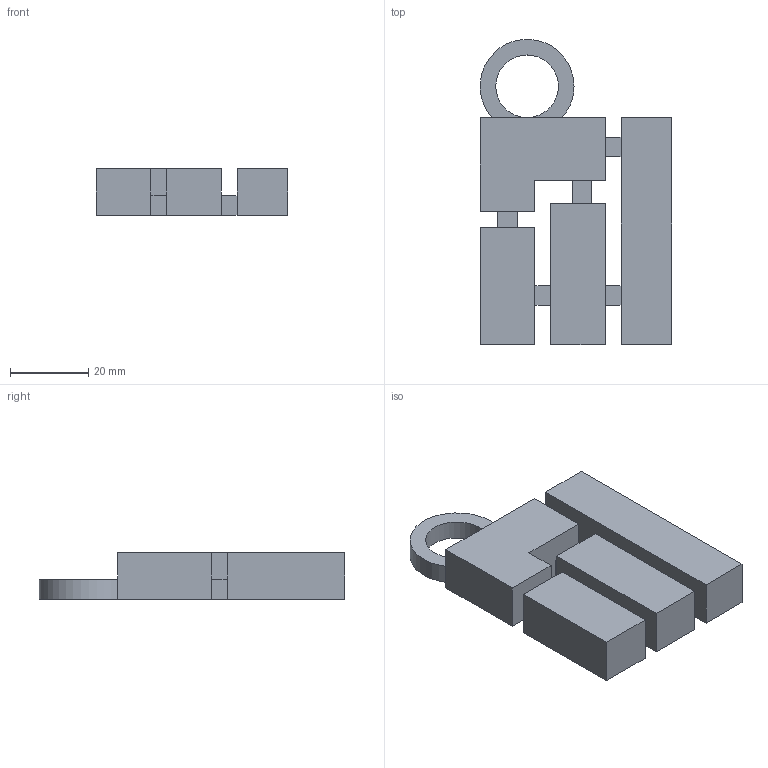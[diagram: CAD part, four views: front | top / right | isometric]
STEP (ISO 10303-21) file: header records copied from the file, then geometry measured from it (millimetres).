
FILE_DESCRIPTION(('FreeCAD Model'),'2;1');
FILE_NAME('Manjaro1.step' ,'2017-09-30T09:03:51',('Author'),(''), 'Open CASCADE STEP processor 6.9','FreeCAD','Unknown');
FILE_SCHEMA(('AUTOMOTIVE_DESIGN_CC2 { 1 2 10303 214 -1 1 5 4 }'));
Length unit declared in the file: millimetre
Products named in the file (1): Pad001
Bounding box: 49 x 77.98 x 12 mm (x, y, z)
Volume: 29182.8 mm3; surface area: 10939.5 mm2
Topology: 1 solids, 1 shells, 41 faces, 128 edges, 86 vertices
Faces by surface type: plane 39, cylinder 2
Full cylindrical faces by diameter (mm): 16 x1
Entity records: 3038 total; most frequent: CARTESIAN_POINT 582, DIRECTION 407, LINE 299, VECTOR 299, ORIENTED_EDGE 256, PCURVE 256, DEFINITIONAL_REPRESENTATION 256, EDGE_CURVE 128
